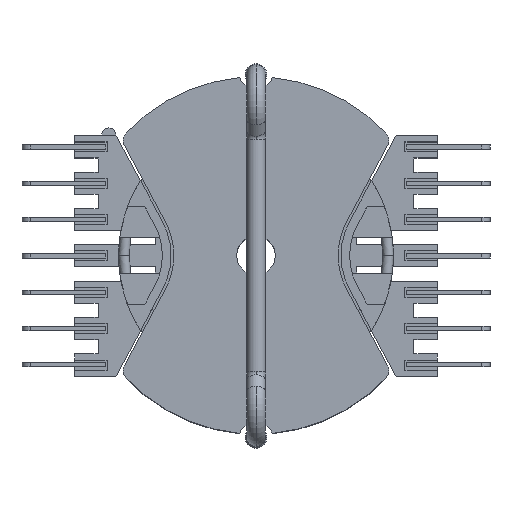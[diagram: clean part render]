
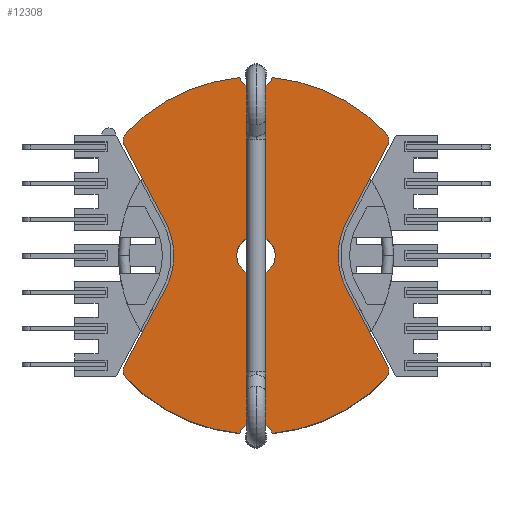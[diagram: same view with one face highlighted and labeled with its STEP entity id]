
A CAD part, top view. The second image highlights one B-rep face of the part: STEP entity #12308.
In plain terms, the highlighted planar face has unit normal (0, 0, 1).
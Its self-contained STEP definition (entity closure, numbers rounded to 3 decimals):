
#11700=CARTESIAN_POINT('',(2.7,0.0,39.6));
#11701=VERTEX_POINT('',#11700);
#11710=CARTESIAN_POINT('',(-2.7,0.,39.6));
#11711=VERTEX_POINT('',#11710);
#11712=CARTESIAN_POINT('',(0.0,0.0,39.6));
#11713=DIRECTION('',(0.0,0.0,-1.0));
#11714=DIRECTION('',(1.0,0.0,0.0));
#11715=AXIS2_PLACEMENT_3D('',#11712,#11713,#11714);
#11716=CIRCLE('',#11715,2.7);
#11717=EDGE_CURVE('',#11711,#11701,#11716,.T.);
#11751=CARTESIAN_POINT('',(0.0,0.0,39.6));
#11752=DIRECTION('',(0.0,0.0,-1.0));
#11753=DIRECTION('',(1.0,0.0,0.0));
#11754=AXIS2_PLACEMENT_3D('',#11751,#11752,#11753);
#11755=CIRCLE('',#11754,2.7);
#11756=EDGE_CURVE('',#11701,#11711,#11755,.T.);
#11777=CARTESIAN_POINT('',(-2.31,-24.893,39.6));
#11778=VERTEX_POINT('',#11777);
#11785=CARTESIAN_POINT('',(-18.178,-17.163,39.6));
#11786=VERTEX_POINT('',#11785);
#11787=CARTESIAN_POINT('',(0.,0.0,39.6));
#11788=DIRECTION('',(0.,0.,-1.0));
#11789=DIRECTION('',(-0.438,-0.899,0.));
#11790=AXIS2_PLACEMENT_3D('',#11787,#11788,#11789);
#11791=CIRCLE('',#11790,25.);
#11792=EDGE_CURVE('',#11778,#11786,#11791,.T.);
#11817=CARTESIAN_POINT('',(2.31,-24.893,39.6));
#11818=VERTEX_POINT('',#11817);
#11825=CARTESIAN_POINT('',(0.0,-25.85,39.6));
#11826=DIRECTION('',(0.0,0.0,1.0));
#11827=DIRECTION('',(0.0,1.0,0.0));
#11828=AXIS2_PLACEMENT_3D('',#11825,#11826,#11827);
#11829=CIRCLE('',#11828,2.5);
#11830=EDGE_CURVE('',#11818,#11778,#11829,.T.);
#11850=CARTESIAN_POINT('',(18.178,-17.163,39.6));
#11851=VERTEX_POINT('',#11850);
#11858=CARTESIAN_POINT('',(0.0,0.0,39.6));
#11859=DIRECTION('',(0.,0.,-1.));
#11860=DIRECTION('',(0.438,-0.899,0.));
#11861=AXIS2_PLACEMENT_3D('',#11858,#11859,#11860);
#11862=CIRCLE('',#11861,25.);
#11863=EDGE_CURVE('',#11851,#11818,#11862,.T.);
#11883=CARTESIAN_POINT('',(18.409,-15.425,39.6));
#11884=VERTEX_POINT('',#11883);
#11891=CARTESIAN_POINT('',(17.087,-16.133,39.6));
#11892=DIRECTION('',(0.,0.,-1.));
#11893=DIRECTION('',(0.991,-0.132,0.));
#11894=AXIS2_PLACEMENT_3D('',#11891,#11892,#11893);
#11895=CIRCLE('',#11894,1.5);
#11896=EDGE_CURVE('',#11884,#11851,#11895,.T.);
#11915=CARTESIAN_POINT('',(12.698,-4.772,39.6));
#11916=VERTEX_POINT('',#11915);
#11923=CARTESIAN_POINT('',(12.698,-4.772,39.6));
#11924=DIRECTION('',(0.472,-0.881,0.));
#11925=VECTOR('',#11924,12.087);
#11926=LINE('',#11923,#11925);
#11927=EDGE_CURVE('',#11916,#11884,#11926,.T.);
#11947=CARTESIAN_POINT('',(12.698,4.772,39.6));
#11948=VERTEX_POINT('',#11947);
#11955=CARTESIAN_POINT('',(21.6,0.,39.6));
#11956=DIRECTION('',(0.0,0.0,1.0));
#11957=DIRECTION('',(-1.0,0.0,0.0));
#11958=AXIS2_PLACEMENT_3D('',#11955,#11956,#11957);
#11959=CIRCLE('',#11958,10.1);
#11960=EDGE_CURVE('',#11948,#11916,#11959,.T.);
#11979=CARTESIAN_POINT('',(18.409,15.425,39.6));
#11980=VERTEX_POINT('',#11979);
#11987=CARTESIAN_POINT('',(18.409,15.425,39.6));
#11988=DIRECTION('',(-0.472,-0.881,0.0));
#11989=VECTOR('',#11988,12.087);
#11990=LINE('',#11987,#11989);
#11991=EDGE_CURVE('',#11980,#11948,#11990,.T.);
#12011=CARTESIAN_POINT('',(18.178,17.163,39.6));
#12012=VERTEX_POINT('',#12011);
#12019=CARTESIAN_POINT('',(17.087,16.133,39.6));
#12020=DIRECTION('',(0.,0.,-1.0));
#12021=DIRECTION('',(0.991,0.132,0.));
#12022=AXIS2_PLACEMENT_3D('',#12019,#12020,#12021);
#12023=CIRCLE('',#12022,1.5);
#12024=EDGE_CURVE('',#12012,#11980,#12023,.T.);
#12044=CARTESIAN_POINT('',(2.31,24.893,39.6));
#12045=VERTEX_POINT('',#12044);
#12052=CARTESIAN_POINT('',(0.,0.0,39.6));
#12053=DIRECTION('',(0.,0.,-1.0));
#12054=DIRECTION('',(0.438,0.899,0.));
#12055=AXIS2_PLACEMENT_3D('',#12052,#12053,#12054);
#12056=CIRCLE('',#12055,25.);
#12057=EDGE_CURVE('',#12045,#12012,#12056,.T.);
#12077=CARTESIAN_POINT('',(-2.31,24.893,39.6));
#12078=VERTEX_POINT('',#12077);
#12085=CARTESIAN_POINT('',(0.0,25.85,39.6));
#12086=DIRECTION('',(0.0,0.0,1.0));
#12087=DIRECTION('',(0.0,-1.0,0.0));
#12088=AXIS2_PLACEMENT_3D('',#12085,#12086,#12087);
#12089=CIRCLE('',#12088,2.5);
#12090=EDGE_CURVE('',#12078,#12045,#12089,.T.);
#12110=CARTESIAN_POINT('',(-18.178,17.163,39.6));
#12111=VERTEX_POINT('',#12110);
#12118=CARTESIAN_POINT('',(0.,0.0,39.6));
#12119=DIRECTION('',(0.,0.,-1.0));
#12120=DIRECTION('',(-0.438,0.899,0.));
#12121=AXIS2_PLACEMENT_3D('',#12118,#12119,#12120);
#12122=CIRCLE('',#12121,25.);
#12123=EDGE_CURVE('',#12111,#12078,#12122,.T.);
#12143=CARTESIAN_POINT('',(-18.409,15.425,39.6));
#12144=VERTEX_POINT('',#12143);
#12151=CARTESIAN_POINT('',(-17.087,16.133,39.6));
#12152=DIRECTION('',(0.,0.,-1.0));
#12153=DIRECTION('',(-0.991,0.132,0.));
#12154=AXIS2_PLACEMENT_3D('',#12151,#12152,#12153);
#12155=CIRCLE('',#12154,1.5);
#12156=EDGE_CURVE('',#12144,#12111,#12155,.T.);
#12175=CARTESIAN_POINT('',(-12.698,4.772,39.6));
#12176=VERTEX_POINT('',#12175);
#12183=CARTESIAN_POINT('',(-12.698,4.772,39.6));
#12184=DIRECTION('',(-0.472,0.881,0.));
#12185=VECTOR('',#12184,12.087);
#12186=LINE('',#12183,#12185);
#12187=EDGE_CURVE('',#12176,#12144,#12186,.T.);
#12207=CARTESIAN_POINT('',(-12.698,-4.772,39.6));
#12208=VERTEX_POINT('',#12207);
#12215=CARTESIAN_POINT('',(-21.6,0.,39.6));
#12216=DIRECTION('',(0.0,0.0,1.0));
#12217=DIRECTION('',(1.0,0.0,0.0));
#12218=AXIS2_PLACEMENT_3D('',#12215,#12216,#12217);
#12219=CIRCLE('',#12218,10.1);
#12220=EDGE_CURVE('',#12208,#12176,#12219,.T.);
#12239=CARTESIAN_POINT('',(-18.409,-15.425,39.6));
#12240=VERTEX_POINT('',#12239);
#12247=CARTESIAN_POINT('',(-18.409,-15.425,39.6));
#12248=DIRECTION('',(0.472,0.881,0.0));
#12249=VECTOR('',#12248,12.087);
#12250=LINE('',#12247,#12249);
#12251=EDGE_CURVE('',#12240,#12208,#12250,.T.);
#12270=CARTESIAN_POINT('',(-17.087,-16.133,39.6));
#12271=DIRECTION('',(0.,0.,-1.));
#12272=DIRECTION('',(-0.991,-0.132,0.));
#12273=AXIS2_PLACEMENT_3D('',#12270,#12271,#12272);
#12274=CIRCLE('',#12273,1.5);
#12275=EDGE_CURVE('',#11786,#12240,#12274,.T.);
#12281=CARTESIAN_POINT('',(0.0,0.0,39.6));
#12282=DIRECTION('',(0.0,0.0,-1.0));
#12283=DIRECTION('',(1.0,0.0,0.0));
#12284=AXIS2_PLACEMENT_3D('',#12281,#12282,#12283);
#12285=PLANE('',#12284);
#12286=ORIENTED_EDGE('',*,*,#12275,.F.);
#12287=ORIENTED_EDGE('',*,*,#11792,.F.);
#12288=ORIENTED_EDGE('',*,*,#11830,.F.);
#12289=ORIENTED_EDGE('',*,*,#11863,.F.);
#12290=ORIENTED_EDGE('',*,*,#11896,.F.);
#12291=ORIENTED_EDGE('',*,*,#11927,.F.);
#12292=ORIENTED_EDGE('',*,*,#11960,.F.);
#12293=ORIENTED_EDGE('',*,*,#11991,.F.);
#12294=ORIENTED_EDGE('',*,*,#12024,.F.);
#12295=ORIENTED_EDGE('',*,*,#12057,.F.);
#12296=ORIENTED_EDGE('',*,*,#12090,.F.);
#12297=ORIENTED_EDGE('',*,*,#12123,.F.);
#12298=ORIENTED_EDGE('',*,*,#12156,.F.);
#12299=ORIENTED_EDGE('',*,*,#12187,.F.);
#12300=ORIENTED_EDGE('',*,*,#12220,.F.);
#12301=ORIENTED_EDGE('',*,*,#12251,.F.);
#12302=EDGE_LOOP('',(#12286,#12287,#12288,#12289,#12290,#12291,#12292,#12293,#12294,#12295,#12296,#12297,#12298,#12299,#12300,#12301));
#12303=FACE_OUTER_BOUND('',#12302,.T.);
#12304=ORIENTED_EDGE('',*,*,#11756,.T.);
#12305=ORIENTED_EDGE('',*,*,#11717,.T.);
#12306=EDGE_LOOP('',(#12304,#12305));
#12307=FACE_BOUND('',#12306,.T.);
#12308=ADVANCED_FACE('',(#12303,#12307),#12285,.F.);
